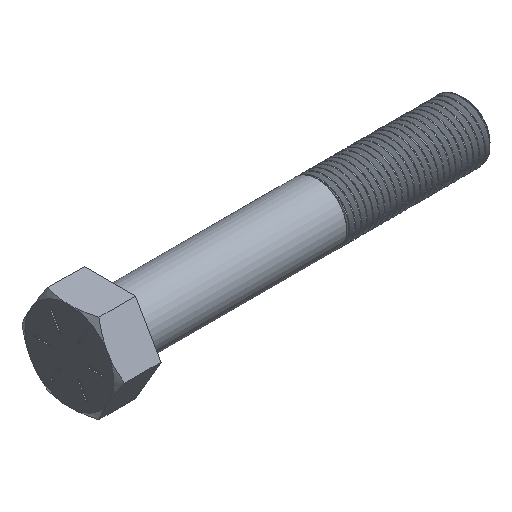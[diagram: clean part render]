
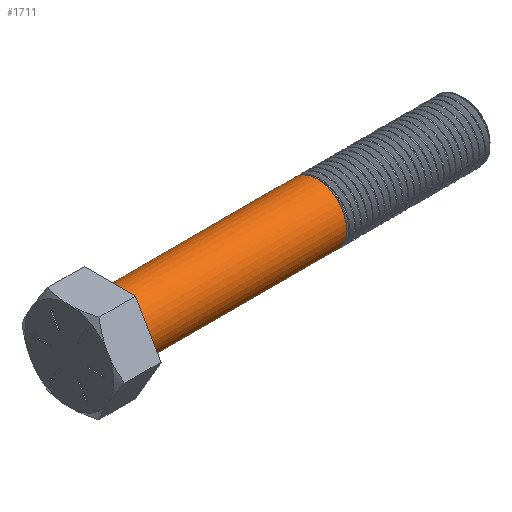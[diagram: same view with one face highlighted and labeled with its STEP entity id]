
A CAD part, isometric view. The second image highlights one B-rep face of the part: STEP entity #1711.
In plain terms, the highlighted cylindrical face has radius 6.35 mm (diameter 12.7 mm), a full revolution.
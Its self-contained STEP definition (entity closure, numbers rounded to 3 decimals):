
#63=CYLINDRICAL_SURFACE('',#1837,6.35);
#128=FACE_OUTER_BOUND('',#230,.T.);
#230=EDGE_LOOP('',(#1163,#1164,#1165,#1166,#1167,#1168,#1169,#1170));
#339=CIRCLE('',#1838,6.35);
#340=CIRCLE('',#1839,6.35);
#341=CIRCLE('',#1840,6.35);
#378=B_SPLINE_CURVE_WITH_KNOTS('',3,(#2400,#2401,#2402,#2403,#2404,#2405,
#2406,#2407,#2408,#2409,#2410,#2411),.UNSPECIFIED.,.F.,.F.,(4,2,2,2,2,4),
(-1.,-0.799,-0.552,-0.303,
-0.15,0.),.UNSPECIFIED.);
#379=B_SPLINE_CURVE_WITH_KNOTS('',3,(#2419,#2420,#2421,#2422,#2423,#2424,
#2425,#2426),.UNSPECIFIED.,.F.,.F.,(4,2,2,4),(-97.207,-96.956,
-96.705,-96.704),.UNSPECIFIED.);
#485=LINE('',#2399,#598);
#486=LINE('',#2415,#599);
#598=VECTOR('',#1982,6.35);
#599=VECTOR('',#1985,6.35);
#710=VERTEX_POINT('',#2366);
#714=VERTEX_POINT('',#2397);
#715=VERTEX_POINT('',#2398);
#716=VERTEX_POINT('',#2412);
#717=VERTEX_POINT('',#2414);
#718=VERTEX_POINT('',#2417);
#892=EDGE_CURVE('',#714,#715,#485,.T.);
#893=EDGE_CURVE('',#714,#710,#378,.T.);
#894=EDGE_CURVE('',#710,#716,#339,.T.);
#895=EDGE_CURVE('',#716,#717,#486,.T.);
#896=EDGE_CURVE('',#717,#717,#340,.T.);
#897=EDGE_CURVE('',#716,#718,#341,.T.);
#898=EDGE_CURVE('',#715,#718,#379,.F.);
#1163=ORIENTED_EDGE('',*,*,#892,.F.);
#1164=ORIENTED_EDGE('',*,*,#893,.T.);
#1165=ORIENTED_EDGE('',*,*,#894,.T.);
#1166=ORIENTED_EDGE('',*,*,#895,.T.);
#1167=ORIENTED_EDGE('',*,*,#896,.T.);
#1168=ORIENTED_EDGE('',*,*,#895,.F.);
#1169=ORIENTED_EDGE('',*,*,#897,.T.);
#1170=ORIENTED_EDGE('',*,*,#898,.F.);
#1711=ADVANCED_FACE('',(#128),#63,.T.);
#1837=AXIS2_PLACEMENT_3D('',#2396,#1980,#1981);
#1838=AXIS2_PLACEMENT_3D('',#2413,#1983,#1984);
#1839=AXIS2_PLACEMENT_3D('',#2416,#1986,#1987);
#1840=AXIS2_PLACEMENT_3D('',#2418,#1988,#1989);
#1980=DIRECTION('center_axis',(1.,0.,0.));
#1981=DIRECTION('ref_axis',(0.,0.,-1.));
#1982=DIRECTION('',(-1.,0.,0.));
#1983=DIRECTION('center_axis',(-1.,0.,0.));
#1984=DIRECTION('ref_axis',(0.,-1.,0.));
#1985=DIRECTION('',(-1.,0.,0.));
#1986=DIRECTION('center_axis',(1.,0.,0.));
#1987=DIRECTION('ref_axis',(0.,0.,1.));
#1988=DIRECTION('center_axis',(-1.,0.,0.));
#1989=DIRECTION('ref_axis',(0.,-1.,0.));
#2366=CARTESIAN_POINT('',(10.716,6.35,0.));
#2396=CARTESIAN_POINT('Origin',(-33.734,0.,0.));
#2397=CARTESIAN_POINT('',(11.033,0.,6.35));
#2398=CARTESIAN_POINT('',(10.874,0.,6.35));
#2399=CARTESIAN_POINT('',(-33.734,0.,6.35));
#2400=CARTESIAN_POINT('Ctrl Pts',(11.033,0.,6.35));
#2401=CARTESIAN_POINT('Ctrl Pts',(11.013,0.668,6.35));
#2402=CARTESIAN_POINT('Ctrl Pts',(10.992,1.333,6.245));
#2403=CARTESIAN_POINT('Ctrl Pts',(10.943,2.753,5.781));
#2404=CARTESIAN_POINT('Ctrl Pts',(10.916,3.478,5.376));
#2405=CARTESIAN_POINT('Ctrl Pts',(10.865,4.74,4.307));
#2406=CARTESIAN_POINT('Ctrl Pts',(10.839,5.262,3.65));
#2407=CARTESIAN_POINT('Ctrl Pts',(10.796,5.877,2.458));
#2408=CARTESIAN_POINT('Ctrl Pts',(10.779,6.055,1.979));
#2409=CARTESIAN_POINT('Ctrl Pts',(10.746,6.291,0.998));
#2410=CARTESIAN_POINT('Ctrl Pts',(10.731,6.35,0.5));
#2411=CARTESIAN_POINT('Ctrl Pts',(10.716,6.35,0.));
#2412=CARTESIAN_POINT('',(10.716,0.,6.35));
#2413=CARTESIAN_POINT('Origin',(10.716,0.,0.));
#2414=CARTESIAN_POINT('',(-33.734,0.,6.35));
#2415=CARTESIAN_POINT('',(-33.734,0.,6.35));
#2416=CARTESIAN_POINT('Origin',(-33.734,0.,0.));
#2417=CARTESIAN_POINT('',(10.716,4.49,4.49));
#2418=CARTESIAN_POINT('Origin',(10.716,0.,0.));
#2419=CARTESIAN_POINT('Ctrl Pts',(10.716,4.49,4.49));
#2420=CARTESIAN_POINT('Ctrl Pts',(10.741,3.902,5.078));
#2421=CARTESIAN_POINT('Ctrl Pts',(10.768,3.204,5.545));
#2422=CARTESIAN_POINT('Ctrl Pts',(10.822,1.667,6.183));
#2423=CARTESIAN_POINT('Ctrl Pts',(10.849,0.844,6.348));
#2424=CARTESIAN_POINT('Ctrl Pts',(10.874,0.008,
6.35));
#2425=CARTESIAN_POINT('Ctrl Pts',(10.874,0.004,
6.35));
#2426=CARTESIAN_POINT('Ctrl Pts',(10.874,0.,
6.35));
